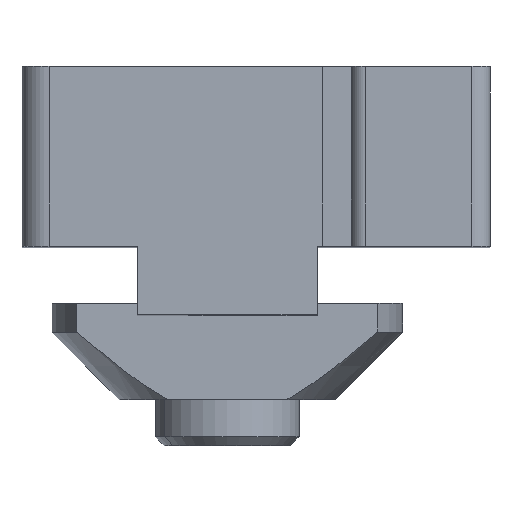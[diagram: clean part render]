
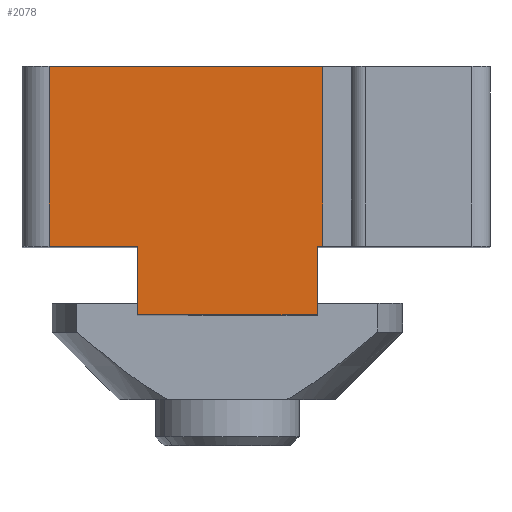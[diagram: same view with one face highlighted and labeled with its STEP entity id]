
A CAD part, top view. The second image highlights one B-rep face of the part: STEP entity #2078.
In plain terms, the highlighted planar face has unit normal (0, 0, 1).
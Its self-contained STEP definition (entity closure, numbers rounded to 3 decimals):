
#44 = ORIENTED_EDGE ( 'NONE', *, *, #3848, .T. ) ;
#80 = ORIENTED_EDGE ( 'NONE', *, *, #3137, .T. ) ;
#226 = EDGE_CURVE ( 'NONE', #2577, #1655, #3520, .T. ) ;
#301 = EDGE_CURVE ( 'NONE', #2164, #1167, #4150, .T. ) ;
#404 = CARTESIAN_POINT ( 'NONE',  ( 3.7, 10., 27.5 ) ) ;
#416 = PLANE ( 'NONE',  #3694 ) ;
#545 = VECTOR ( 'NONE', #2838, 1000. ) ;
#642 = LINE ( 'NONE', #4088, #545 ) ;
#656 = VERTEX_POINT ( 'NONE', #1137 ) ;
#719 = VERTEX_POINT ( 'NONE', #1605 ) ;
#943 = DIRECTION ( 'NONE',  ( 0., -1., 0. ) ) ;
#958 = EDGE_CURVE ( 'NONE', #2577, #1019, #2194, .T. ) ;
#1019 = VERTEX_POINT ( 'NONE', #2695 ) ;
#1059 = CARTESIAN_POINT ( 'NONE',  ( -6.6, 0., 27.5 ) ) ;
#1083 = DIRECTION ( 'NONE',  ( -1., 0., 0. ) ) ;
#1137 = CARTESIAN_POINT ( 'NONE',  ( 3.4, -3.8, 27.5 ) ) ;
#1167 = VERTEX_POINT ( 'NONE', #3445 ) ;
#1185 = ORIENTED_EDGE ( 'NONE', *, *, #301, .T. ) ;
#1288 = CARTESIAN_POINT ( 'NONE',  ( -6.6, -3.8, 27.5 ) ) ;
#1378 = CARTESIAN_POINT ( 'NONE',  ( -13., 10., 27.5 ) ) ;
#1382 = CARTESIAN_POINT ( 'NONE',  ( -6.6, -3.8, 27.5 ) ) ;
#1383 = CARTESIAN_POINT ( 'NONE',  ( -11.5, 10., 27.5 ) ) ;
#1406 = VERTEX_POINT ( 'NONE', #1059 ) ;
#1531 = FACE_OUTER_BOUND ( 'NONE', #3294, .T. ) ;
#1592 = VECTOR ( 'NONE', #3924, 1000. ) ;
#1605 = CARTESIAN_POINT ( 'NONE',  ( -6.6, -3.8, 27.5 ) ) ;
#1655 = VERTEX_POINT ( 'NONE', #404 ) ;
#1684 = EDGE_CURVE ( 'NONE', #719, #1406, #2196, .T. ) ;
#1803 = VECTOR ( 'NONE', #3566, 1000. ) ;
#1899 = CARTESIAN_POINT ( 'NONE',  ( -11.5, 10., 27.5 ) ) ;
#1900 = CARTESIAN_POINT ( 'NONE',  ( 3.4, -3.8, 27.5 ) ) ;
#1965 = LINE ( 'NONE', #1900, #3587 ) ;
#2019 = CARTESIAN_POINT ( 'NONE',  ( -13., 0., 27.5 ) ) ;
#2032 = ORIENTED_EDGE ( 'NONE', *, *, #1684, .F. ) ;
#2078 = ADVANCED_FACE ( 'NONE', ( #1531 ), #416, .F. ) ;
#2100 = VECTOR ( 'NONE', #2351, 1000. ) ;
#2164 = VERTEX_POINT ( 'NONE', #3904 ) ;
#2179 = DIRECTION ( 'NONE',  ( 0., 1., 0. ) ) ;
#2194 = LINE ( 'NONE', #1899, #3712 ) ;
#2196 = LINE ( 'NONE', #1382, #2100 ) ;
#2225 = DIRECTION ( 'NONE',  ( 0., 1., 0. ) ) ;
#2277 = ORIENTED_EDGE ( 'NONE', *, *, #3829, .T. ) ;
#2351 = DIRECTION ( 'NONE',  ( 0., 1., 0. ) ) ;
#2416 = EDGE_CURVE ( 'NONE', #656, #719, #3660, .T. ) ;
#2520 = ORIENTED_EDGE ( 'NONE', *, *, #958, .T. ) ;
#2577 = VERTEX_POINT ( 'NONE', #1383 ) ;
#2593 = VECTOR ( 'NONE', #3212, 1000. ) ;
#2695 = CARTESIAN_POINT ( 'NONE',  ( -11.5, 0., 27.5 ) ) ;
#2838 = DIRECTION ( 'NONE',  ( 1., 0., 0. ) ) ;
#2998 = DIRECTION ( 'NONE',  ( 0., 0., -1. ) ) ;
#3081 = ORIENTED_EDGE ( 'NONE', *, *, #226, .F. ) ;
#3120 = LINE ( 'NONE', #3143, #3857 ) ;
#3137 = EDGE_CURVE ( 'NONE', #656, #2164, #1965, .T. ) ;
#3143 = CARTESIAN_POINT ( 'NONE',  ( 3.7, 10., 27.5 ) ) ;
#3212 = DIRECTION ( 'NONE',  ( -1., 0., 0. ) ) ;
#3294 = EDGE_LOOP ( 'NONE', ( #3081, #2520, #2277, #2032, #3469, #80, #1185, #44 ) ) ;
#3445 = CARTESIAN_POINT ( 'NONE',  ( 3.7, 0., 27.5 ) ) ;
#3469 = ORIENTED_EDGE ( 'NONE', *, *, #2416, .F. ) ;
#3520 = LINE ( 'NONE', #3867, #1803 ) ;
#3566 = DIRECTION ( 'NONE',  ( 1., 0., 0. ) ) ;
#3587 = VECTOR ( 'NONE', #2225, 1000. ) ;
#3660 = LINE ( 'NONE', #1288, #2593 ) ;
#3694 = AXIS2_PLACEMENT_3D ( 'NONE', #1378, #2998, #1083 ) ;
#3712 = VECTOR ( 'NONE', #943, 1000. ) ;
#3829 = EDGE_CURVE ( 'NONE', #1019, #1406, #642, .T. ) ;
#3848 = EDGE_CURVE ( 'NONE', #1167, #1655, #3120, .T. ) ;
#3857 = VECTOR ( 'NONE', #2179, 1000. ) ;
#3867 = CARTESIAN_POINT ( 'NONE',  ( -13., 10., 27.5 ) ) ;
#3904 = CARTESIAN_POINT ( 'NONE',  ( 3.4, 0., 27.5 ) ) ;
#3924 = DIRECTION ( 'NONE',  ( 1., 0., 0. ) ) ;
#4088 = CARTESIAN_POINT ( 'NONE',  ( -13., 0., 27.5 ) ) ;
#4150 = LINE ( 'NONE', #2019, #1592 ) ;
